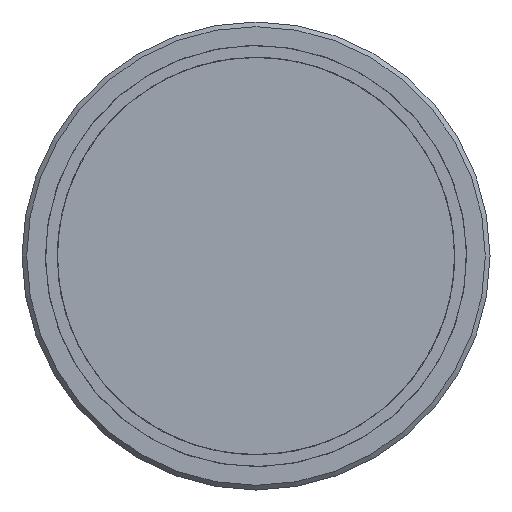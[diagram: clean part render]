
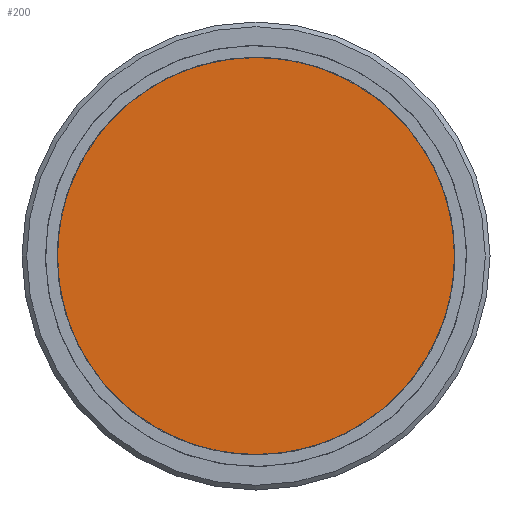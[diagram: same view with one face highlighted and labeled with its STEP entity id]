
A CAD part, front view. The second image highlights one B-rep face of the part: STEP entity #200.
In plain terms, the highlighted face is planar.
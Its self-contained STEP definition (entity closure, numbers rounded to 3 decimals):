
#45=PLANE('',#315);
#62=FACE_OUTER_BOUND('',#77,.T.);
#77=EDGE_LOOP('',(#176));
#106=CIRCLE('',#312,4.25);
#120=VERTEX_POINT('',#436);
#138=EDGE_CURVE('',#120,#120,#106,.T.);
#176=ORIENTED_EDGE('',*,*,#138,.T.);
#200=ADVANCED_FACE('',(#62),#45,.T.);
#312=AXIS2_PLACEMENT_3D('',#437,#370,#371);
#315=AXIS2_PLACEMENT_3D('',#442,#377,#378);
#370=DIRECTION('center_axis',(0.,0.,1.));
#371=DIRECTION('ref_axis',(-1.,0.,0.));
#377=DIRECTION('center_axis',(0.,0.,1.));
#378=DIRECTION('ref_axis',(1.,0.,0.));
#436=CARTESIAN_POINT('',(4.25,0.,3.));
#437=CARTESIAN_POINT('Origin',(0.,0.,3.));
#442=CARTESIAN_POINT('Origin',(0.,0.,
3.));
